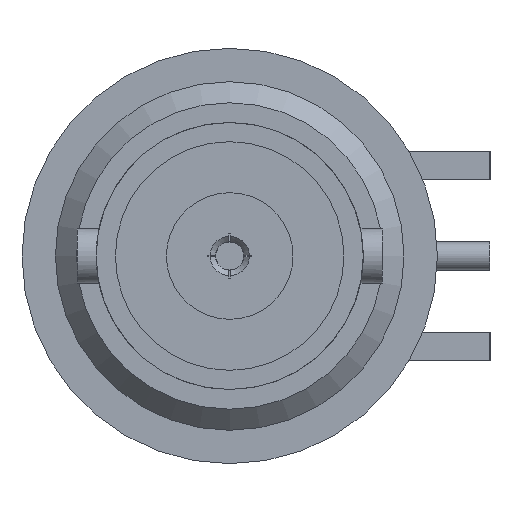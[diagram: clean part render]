
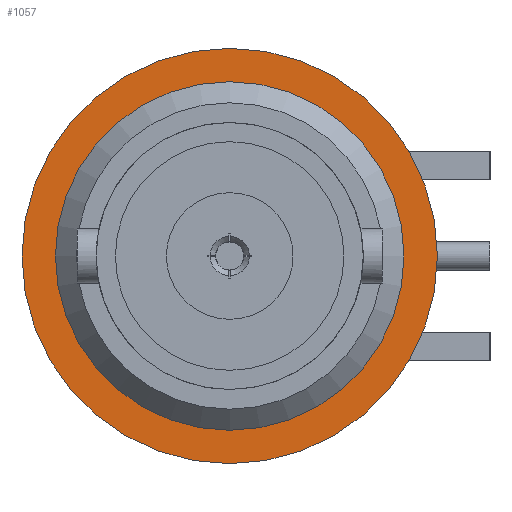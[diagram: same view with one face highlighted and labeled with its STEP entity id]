
A CAD part, left-side view. The second image highlights one B-rep face of the part: STEP entity #1057.
In plain terms, the highlighted planar face has unit normal (-1, 0, 0).
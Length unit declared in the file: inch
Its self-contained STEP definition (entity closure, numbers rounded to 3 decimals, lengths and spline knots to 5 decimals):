
#33 = DIRECTION ( 'NONE',  ( -1., 0., 0. ) ) ;
#36 = DIRECTION ( 'NONE',  ( 1., 0., 0. ) ) ;
#105 = EDGE_CURVE ( 'NONE', #501, #501, #2445, .T. ) ;
#145 = AXIS2_PLACEMENT_3D ( 'NONE', #974, #36, #282 ) ;
#174 = DIRECTION ( 'NONE',  ( 1., 0., 0. ) ) ;
#282 = DIRECTION ( 'NONE',  ( 0., 0., -1. ) ) ;
#501 = VERTEX_POINT ( 'NONE', #1451 ) ;
#528 = PLANE ( 'NONE',  #145 ) ;
#539 = ORIENTED_EDGE ( 'NONE', *, *, #2341, .T. ) ;
#556 = EDGE_LOOP ( 'NONE', ( #2570 ) ) ;
#561 = AXIS2_PLACEMENT_3D ( 'NONE', #2147, #33, #1957 ) ;
#974 = CARTESIAN_POINT ( 'NONE',  ( 0.77165, 0.18979, 0. ) ) ;
#1057 = ADVANCED_FACE ( 'NONE', ( #1883, #1470 ), #528, .F. ) ;
#1084 = CIRCLE ( 'NONE', #2456, 0.24768 ) ;
#1131 = DIRECTION ( 'NONE',  ( 0., 0., -1. ) ) ;
#1451 = CARTESIAN_POINT ( 'NONE',  ( 0.77165, 0., -0.29528 ) ) ;
#1470 = FACE_BOUND ( 'NONE', #2027, .T. ) ;
#1883 = FACE_OUTER_BOUND ( 'NONE', #556, .T. ) ;
#1957 = DIRECTION ( 'NONE',  ( 0., 0., -1. ) ) ;
#2027 = EDGE_LOOP ( 'NONE', ( #539 ) ) ;
#2147 = CARTESIAN_POINT ( 'NONE',  ( 0.77165, 0., 0. ) ) ;
#2225 = VERTEX_POINT ( 'NONE', #2414 ) ;
#2341 = EDGE_CURVE ( 'NONE', #2225, #2225, #1084, .T. ) ;
#2414 = CARTESIAN_POINT ( 'NONE',  ( 0.77165, 0., -0.24768 ) ) ;
#2445 = CIRCLE ( 'NONE', #561, 0.29528 ) ;
#2456 = AXIS2_PLACEMENT_3D ( 'NONE', #2534, #174, #1131 ) ;
#2534 = CARTESIAN_POINT ( 'NONE',  ( 0.77165, 0., 0. ) ) ;
#2570 = ORIENTED_EDGE ( 'NONE', *, *, #105, .T. ) ;
